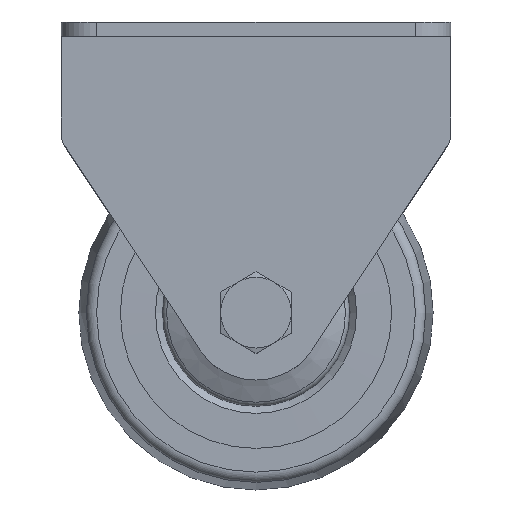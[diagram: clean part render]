
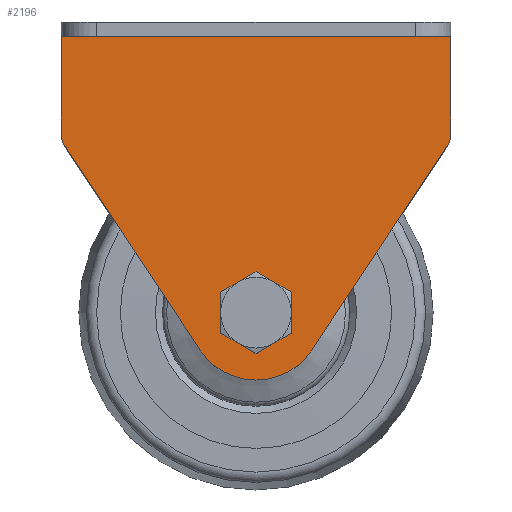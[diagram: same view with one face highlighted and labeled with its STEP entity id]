
A CAD part, top view. The second image highlights one B-rep face of the part: STEP entity #2196.
In plain terms, the highlighted planar face has unit normal (0, 0, 1).
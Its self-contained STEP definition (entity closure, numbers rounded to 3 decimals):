
#190=FACE_BOUND('',#437,.T.);
#224=PLANE('',#2555);
#288=FACE_OUTER_BOUND('',#436,.T.);
#436=EDGE_LOOP('',(#1600,#1601,#1602,#1603,#1604,#1605,#1606,#1607));
#437=EDGE_LOOP('',(#1608));
#599=LINE('',#3587,#723);
#614=LINE('',#3615,#738);
#625=LINE('',#3641,#749);
#629=LINE('',#3653,#753);
#632=LINE('',#3666,#756);
#723=VECTOR('',#2851,1000.);
#738=VECTOR('',#2868,1000.);
#749=VECTOR('',#2889,1000.);
#753=VECTOR('',#2901,1000.);
#756=VECTOR('',#2920,1000.);
#848=CIRCLE('',#2532,3.);
#850=CIRCLE('',#2536,9.5);
#852=CIRCLE('',#2540,3.);
#864=CIRCLE('',#2556,4.1);
#1001=VERTEX_POINT('',#3585);
#1002=VERTEX_POINT('',#3586);
#1013=VERTEX_POINT('',#3612);
#1014=VERTEX_POINT('',#3614);
#1022=VERTEX_POINT('',#3634);
#1024=VERTEX_POINT('',#3640);
#1026=VERTEX_POINT('',#3646);
#1028=VERTEX_POINT('',#3652);
#1047=VERTEX_POINT('',#3703);
#1200=EDGE_CURVE('',#1001,#1002,#599,.T.);
#1215=EDGE_CURVE('',#1014,#1013,#614,.T.);
#1225=EDGE_CURVE('',#1022,#1014,#848,.T.);
#1228=EDGE_CURVE('',#1024,#1022,#625,.T.);
#1231=EDGE_CURVE('',#1026,#1024,#850,.T.);
#1234=EDGE_CURVE('',#1028,#1026,#629,.T.);
#1237=EDGE_CURVE('',#1002,#1028,#852,.T.);
#1242=EDGE_CURVE('',#1013,#1001,#632,.T.);
#1261=EDGE_CURVE('',#1047,#1047,#864,.T.);
#1600=ORIENTED_EDGE('',*,*,#1200,.T.);
#1601=ORIENTED_EDGE('',*,*,#1237,.T.);
#1602=ORIENTED_EDGE('',*,*,#1234,.T.);
#1603=ORIENTED_EDGE('',*,*,#1231,.T.);
#1604=ORIENTED_EDGE('',*,*,#1228,.T.);
#1605=ORIENTED_EDGE('',*,*,#1225,.T.);
#1606=ORIENTED_EDGE('',*,*,#1215,.T.);
#1607=ORIENTED_EDGE('',*,*,#1242,.T.);
#1608=ORIENTED_EDGE('',*,*,#1261,.T.);
#2196=ADVANCED_FACE('',(#288,#190),#224,.T.);
#2532=AXIS2_PLACEMENT_3D('',#3635,#2883,#2884);
#2536=AXIS2_PLACEMENT_3D('',#3647,#2895,#2896);
#2540=AXIS2_PLACEMENT_3D('',#3657,#2907,#2908);
#2555=AXIS2_PLACEMENT_3D('',#3702,#2949,#2950);
#2556=AXIS2_PLACEMENT_3D('',#3704,#2951,#2952);
#2851=DIRECTION('',(0.,-1.,0.));
#2868=DIRECTION('',(0.,1.,0.));
#2883=DIRECTION('center_axis',(0.,0.,1.));
#2884=DIRECTION('ref_axis',(1.,0.,0.));
#2889=DIRECTION('',(0.552,0.834,0.));
#2895=DIRECTION('center_axis',(0.,0.,1.));
#2896=DIRECTION('ref_axis',(1.,0.,0.));
#2901=DIRECTION('',(0.552,-0.834,0.));
#2907=DIRECTION('center_axis',(0.,0.,1.));
#2908=DIRECTION('ref_axis',(1.,0.,0.));
#2920=DIRECTION('',(-1.,0.,0.));
#2949=DIRECTION('center_axis',(0.,0.,1.));
#2950=DIRECTION('ref_axis',(1.,0.,0.));
#2951=DIRECTION('center_axis',(0.,0.,-1.));
#2952=DIRECTION('ref_axis',(-1.,0.,0.));
#3585=CARTESIAN_POINT('',(-27.5,39.,13.));
#3586=CARTESIAN_POINT('',(-27.5,25.2,13.));
#3587=CARTESIAN_POINT('',(-27.5,41.,13.));
#3612=CARTESIAN_POINT('',(27.5,39.,13.));
#3614=CARTESIAN_POINT('',(27.5,25.2,13.));
#3615=CARTESIAN_POINT('',(27.5,25.2,13.));
#3634=CARTESIAN_POINT('',(27.001,23.543,13.));
#3635=CARTESIAN_POINT('Origin',(24.5,25.2,13.));
#3640=CARTESIAN_POINT('',(7.919,-5.248,13.));
#3641=CARTESIAN_POINT('',(7.919,-5.248,13.));
#3646=CARTESIAN_POINT('',(-7.919,-5.248,13.));
#3647=CARTESIAN_POINT('Origin',(0.,0.,
13.));
#3652=CARTESIAN_POINT('',(-27.001,23.543,13.));
#3653=CARTESIAN_POINT('',(-27.001,23.543,13.));
#3657=CARTESIAN_POINT('Origin',(-24.5,25.2,13.));
#3666=CARTESIAN_POINT('',(50.,39.,13.));
#3702=CARTESIAN_POINT('Origin',(50.,-11.,13.));
#3703=CARTESIAN_POINT('',(4.1,0.,13.));
#3704=CARTESIAN_POINT('Origin',(0.,0.,13.));
